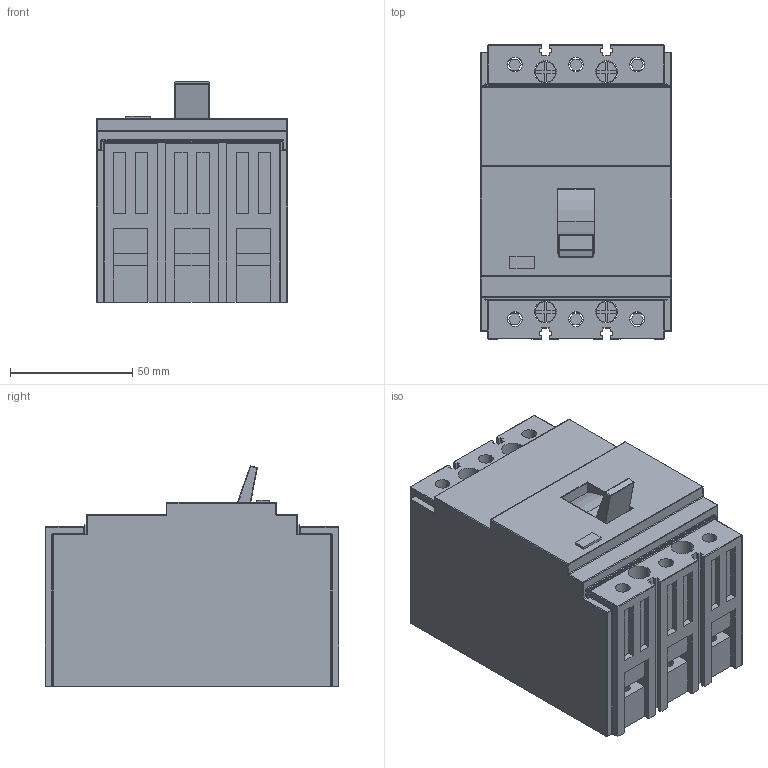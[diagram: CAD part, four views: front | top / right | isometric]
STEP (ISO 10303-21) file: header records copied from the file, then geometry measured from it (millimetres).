
FILE_DESCRIPTION (( 'STEP AP203' ), '1' );
FILE_NAME ('Âûêëþ÷àòåëü àâòîìàòè÷åñêèé ÂÀ-99-125.STEP', '2016-09-29T13:10:20', ( 'kuryshev' ), ( '' ), 'SwSTEP 2.0', 'SolidWorks 2010', '' );
FILE_SCHEMA (( 'CONFIG_CONTROL_DESIGN' ));
Length unit declared in the file: millimetre
Products named in the file (1): Âûêëþ÷àòåëü àâòîìàòè÷åñêèé ÂÀ-99-125
Bounding box: 78 x 120 x 89.95 mm (x, y, z)
Volume: 612031.3 mm3; surface area: 71450.1 mm2
Topology: 11 solids, 11 shells, 509 faces, 1295 edges, 795 vertices
Faces by surface type: plane 308, cylinder 142, sphere 31, torus 24, bspline 4
Entity records: 15244 total; most frequent: CARTESIAN_POINT 2824, DIRECTION 2589, ORIENTED_EDGE 2530, EDGE_CURVE 1265, LINE 921, VECTOR 921, AXIS2_PLACEMENT_3D 834, VERTEX_POINT 793
